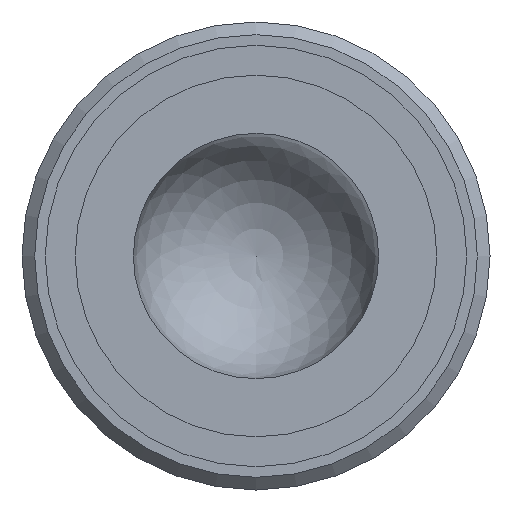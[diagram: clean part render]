
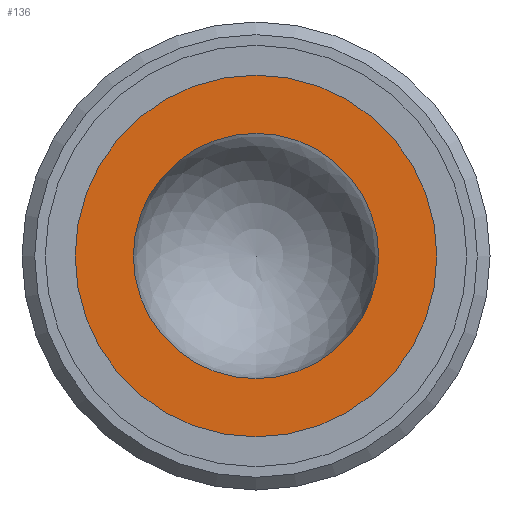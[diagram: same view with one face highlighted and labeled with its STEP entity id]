
A CAD part, front view. The second image highlights one B-rep face of the part: STEP entity #136.
In plain terms, the highlighted planar face has unit normal (0, -1, 0).
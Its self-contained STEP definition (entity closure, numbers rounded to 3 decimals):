
#26=PLANE('',#158);
#34=FACE_BOUND('',#65,.T.);
#46=FACE_OUTER_BOUND('',#64,.T.);
#64=EDGE_LOOP('',(#119));
#65=EDGE_LOOP('',(#120));
#79=CIRCLE('',#157,4.85);
#80=CIRCLE('',#159,7.15);
#90=VERTEX_POINT('',#236);
#91=VERTEX_POINT('',#239);
#101=EDGE_CURVE('',#90,#90,#79,.T.);
#102=EDGE_CURVE('',#91,#91,#80,.T.);
#119=ORIENTED_EDGE('',*,*,#102,.F.);
#120=ORIENTED_EDGE('',*,*,#101,.T.);
#136=ADVANCED_FACE('',(#46,#34),#26,.T.);
#157=AXIS2_PLACEMENT_3D('',#237,#197,#198);
#158=AXIS2_PLACEMENT_3D('',#238,#199,#200);
#159=AXIS2_PLACEMENT_3D('',#240,#201,#202);
#197=DIRECTION('center_axis',(0.,1.,0.));
#198=DIRECTION('ref_axis',(1.,0.,0.));
#199=DIRECTION('center_axis',(0.,-1.,0.));
#200=DIRECTION('ref_axis',(0.,0.,-1.));
#201=DIRECTION('center_axis',(0.,1.,0.));
#202=DIRECTION('ref_axis',(1.,0.,0.));
#236=CARTESIAN_POINT('',(-4.85,0.,0.));
#237=CARTESIAN_POINT('Origin',(0.,0.,0.));
#238=CARTESIAN_POINT('Origin',(-7.15,0.,0.));
#239=CARTESIAN_POINT('',(-7.15,0.,0.));
#240=CARTESIAN_POINT('Origin',(0.,0.,0.));
